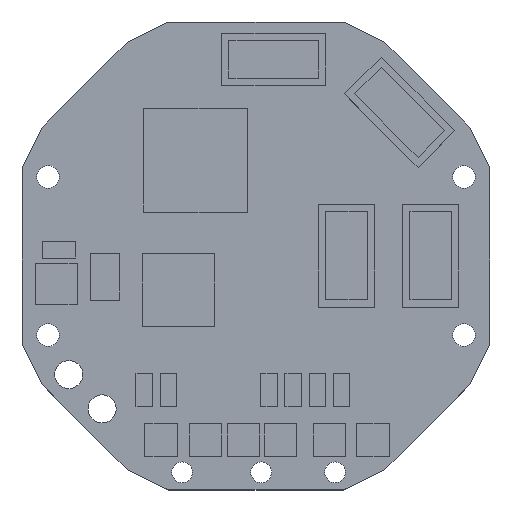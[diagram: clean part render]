
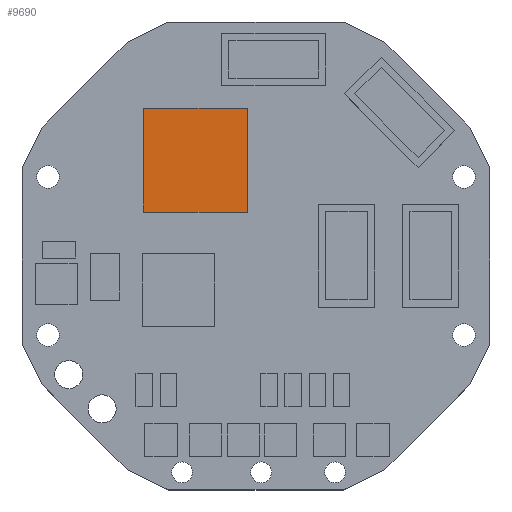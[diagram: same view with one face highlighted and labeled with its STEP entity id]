
A CAD part, top view. The second image highlights one B-rep face of the part: STEP entity #9690.
In plain terms, the highlighted planar face has unit normal (0, 0, 1).
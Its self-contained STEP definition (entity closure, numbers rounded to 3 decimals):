
#3570 = PLANE('',#3571);
#3571 = AXIS2_PLACEMENT_3D('',#3572,#3573,#3574);
#3572 = CARTESIAN_POINT('',(-10.82,14.22,1.5));
#3573 = DIRECTION('',(0.,1.,0.));
#3574 = DIRECTION('',(1.,0.,0.));
#3598 = PLANE('',#3599);
#3599 = AXIS2_PLACEMENT_3D('',#3600,#3601,#3602);
#3600 = CARTESIAN_POINT('',(-10.82,4.22,1.5));
#3601 = DIRECTION('',(-1.,0.,0.));
#3602 = DIRECTION('',(0.,1.,0.));
#3626 = PLANE('',#3627);
#3627 = AXIS2_PLACEMENT_3D('',#3628,#3629,#3630);
#3628 = CARTESIAN_POINT('',(-0.82,4.22,1.5));
#3629 = DIRECTION('',(0.,-1.,0.));
#3630 = DIRECTION('',(-1.,0.,0.));
#3652 = PLANE('',#3653);
#3653 = AXIS2_PLACEMENT_3D('',#3654,#3655,#3656);
#3654 = CARTESIAN_POINT('',(-0.82,14.22,1.5));
#3655 = DIRECTION('',(1.,0.,0.));
#3656 = DIRECTION('',(0.,-1.,0.));
#8518 = VERTEX_POINT('',#8519);
#8519 = CARTESIAN_POINT('',(-10.82,14.22,3.1));
#8540 = EDGE_CURVE('',#8518,#8541,#8543,.T.);
#8541 = VERTEX_POINT('',#8542);
#8542 = CARTESIAN_POINT('',(-0.82,14.22,3.1));
#8543 = SURFACE_CURVE('',#8544,(#8548,#8555),.PCURVE_S1.);
#8544 = LINE('',#8545,#8546);
#8545 = CARTESIAN_POINT('',(-10.82,14.22,3.1));
#8546 = VECTOR('',#8547,1.);
#8547 = DIRECTION('',(1.,0.,0.));
#8548 = PCURVE('',#3570,#8549);
#8549 = DEFINITIONAL_REPRESENTATION('',(#8550),#8554);
#8550 = LINE('',#8551,#8552);
#8551 = CARTESIAN_POINT('',(0.,-1.6));
#8552 = VECTOR('',#8553,1.);
#8553 = DIRECTION('',(1.,0.));
#8554 = ( GEOMETRIC_REPRESENTATION_CONTEXT(2) 
PARAMETRIC_REPRESENTATION_CONTEXT() REPRESENTATION_CONTEXT('2D SPACE',''
  ) );
#8555 = PCURVE('',#8556,#8561);
#8556 = PLANE('',#8557);
#8557 = AXIS2_PLACEMENT_3D('',#8558,#8559,#8560);
#8558 = CARTESIAN_POINT('',(-5.82,9.22,3.1));
#8559 = DIRECTION('',(-0.,-0.,-1.));
#8560 = DIRECTION('',(-1.,0.,0.));
#8561 = DEFINITIONAL_REPRESENTATION('',(#8562),#8566);
#8562 = LINE('',#8563,#8564);
#8563 = CARTESIAN_POINT('',(5.,5.));
#8564 = VECTOR('',#8565,1.);
#8565 = DIRECTION('',(-1.,0.));
#8566 = ( GEOMETRIC_REPRESENTATION_CONTEXT(2) 
PARAMETRIC_REPRESENTATION_CONTEXT() REPRESENTATION_CONTEXT('2D SPACE',''
  ) );
#8594 = VERTEX_POINT('',#8595);
#8595 = CARTESIAN_POINT('',(-10.82,4.22,3.1));
#8616 = EDGE_CURVE('',#8594,#8518,#8617,.T.);
#8617 = SURFACE_CURVE('',#8618,(#8622,#8629),.PCURVE_S1.);
#8618 = LINE('',#8619,#8620);
#8619 = CARTESIAN_POINT('',(-10.82,4.22,3.1));
#8620 = VECTOR('',#8621,1.);
#8621 = DIRECTION('',(0.,1.,0.));
#8622 = PCURVE('',#3598,#8623);
#8623 = DEFINITIONAL_REPRESENTATION('',(#8624),#8628);
#8624 = LINE('',#8625,#8626);
#8625 = CARTESIAN_POINT('',(0.,-1.6));
#8626 = VECTOR('',#8627,1.);
#8627 = DIRECTION('',(1.,0.));
#8628 = ( GEOMETRIC_REPRESENTATION_CONTEXT(2) 
PARAMETRIC_REPRESENTATION_CONTEXT() REPRESENTATION_CONTEXT('2D SPACE',''
  ) );
#8629 = PCURVE('',#8556,#8630);
#8630 = DEFINITIONAL_REPRESENTATION('',(#8631),#8635);
#8631 = LINE('',#8632,#8633);
#8632 = CARTESIAN_POINT('',(5.,-5.));
#8633 = VECTOR('',#8634,1.);
#8634 = DIRECTION('',(0.,1.));
#8635 = ( GEOMETRIC_REPRESENTATION_CONTEXT(2) 
PARAMETRIC_REPRESENTATION_CONTEXT() REPRESENTATION_CONTEXT('2D SPACE',''
  ) );
#8643 = EDGE_CURVE('',#8541,#8644,#8646,.T.);
#8644 = VERTEX_POINT('',#8645);
#8645 = CARTESIAN_POINT('',(-0.82,4.22,3.1));
#8646 = SURFACE_CURVE('',#8647,(#8651,#8658),.PCURVE_S1.);
#8647 = LINE('',#8648,#8649);
#8648 = CARTESIAN_POINT('',(-0.82,14.22,3.1));
#8649 = VECTOR('',#8650,1.);
#8650 = DIRECTION('',(0.,-1.,0.));
#8651 = PCURVE('',#3652,#8652);
#8652 = DEFINITIONAL_REPRESENTATION('',(#8653),#8657);
#8653 = LINE('',#8654,#8655);
#8654 = CARTESIAN_POINT('',(0.,-1.6));
#8655 = VECTOR('',#8656,1.);
#8656 = DIRECTION('',(1.,0.));
#8657 = ( GEOMETRIC_REPRESENTATION_CONTEXT(2) 
PARAMETRIC_REPRESENTATION_CONTEXT() REPRESENTATION_CONTEXT('2D SPACE',''
  ) );
#8658 = PCURVE('',#8556,#8659);
#8659 = DEFINITIONAL_REPRESENTATION('',(#8660),#8664);
#8660 = LINE('',#8661,#8662);
#8661 = CARTESIAN_POINT('',(-5.,5.));
#8662 = VECTOR('',#8663,1.);
#8663 = DIRECTION('',(0.,-1.));
#8664 = ( GEOMETRIC_REPRESENTATION_CONTEXT(2) 
PARAMETRIC_REPRESENTATION_CONTEXT() REPRESENTATION_CONTEXT('2D SPACE',''
  ) );
#8692 = EDGE_CURVE('',#8644,#8594,#8693,.T.);
#8693 = SURFACE_CURVE('',#8694,(#8698,#8705),.PCURVE_S1.);
#8694 = LINE('',#8695,#8696);
#8695 = CARTESIAN_POINT('',(-0.82,4.22,3.1));
#8696 = VECTOR('',#8697,1.);
#8697 = DIRECTION('',(-1.,0.,0.));
#8698 = PCURVE('',#3626,#8699);
#8699 = DEFINITIONAL_REPRESENTATION('',(#8700),#8704);
#8700 = LINE('',#8701,#8702);
#8701 = CARTESIAN_POINT('',(0.,-1.6));
#8702 = VECTOR('',#8703,1.);
#8703 = DIRECTION('',(1.,0.));
#8704 = ( GEOMETRIC_REPRESENTATION_CONTEXT(2) 
PARAMETRIC_REPRESENTATION_CONTEXT() REPRESENTATION_CONTEXT('2D SPACE',''
  ) );
#8705 = PCURVE('',#8556,#8706);
#8706 = DEFINITIONAL_REPRESENTATION('',(#8707),#8711);
#8707 = LINE('',#8708,#8709);
#8708 = CARTESIAN_POINT('',(-5.,-5.));
#8709 = VECTOR('',#8710,1.);
#8710 = DIRECTION('',(1.,0.));
#8711 = ( GEOMETRIC_REPRESENTATION_CONTEXT(2) 
PARAMETRIC_REPRESENTATION_CONTEXT() REPRESENTATION_CONTEXT('2D SPACE',''
  ) );
#9690 = ADVANCED_FACE('',(#9691),#8556,.F.);
#9691 = FACE_BOUND('',#9692,.F.);
#9692 = EDGE_LOOP('',(#9693,#9694,#9695,#9696));
#9693 = ORIENTED_EDGE('',*,*,#8540,.T.);
#9694 = ORIENTED_EDGE('',*,*,#8643,.T.);
#9695 = ORIENTED_EDGE('',*,*,#8692,.T.);
#9696 = ORIENTED_EDGE('',*,*,#8616,.T.);
